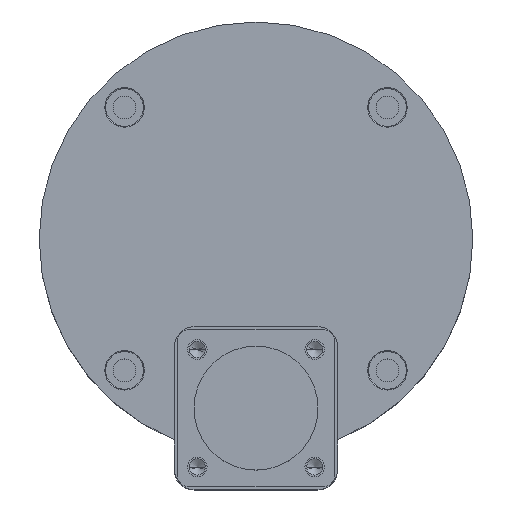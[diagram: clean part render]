
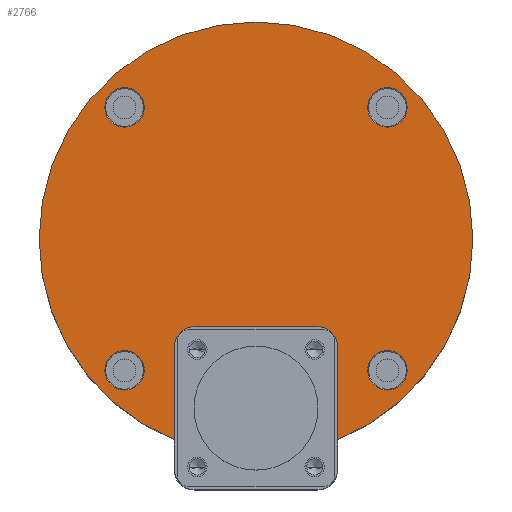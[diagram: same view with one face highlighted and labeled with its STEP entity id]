
A CAD part, top view. The second image highlights one B-rep face of the part: STEP entity #2766.
In plain terms, the highlighted planar face has unit normal (0, 0, 1).
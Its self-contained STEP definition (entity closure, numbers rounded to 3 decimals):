
#10 = ORIENTED_EDGE ( 'NONE', *, *, #7193, .F. ) ;
#32 = CARTESIAN_POINT ( 'NONE',  ( 20.153, 20.153, 9.5 ) ) ;
#98 = VERTEX_POINT ( 'NONE', #6792 ) ;
#134 = VERTEX_POINT ( 'NONE', #6994 ) ;
#137 = CARTESIAN_POINT ( 'NONE',  ( 9.5, -16.5, 9.5 ) ) ;
#144 = DIRECTION ( 'NONE',  ( 0., 0., 1. ) ) ;
#158 = DIRECTION ( 'NONE',  ( 0., 0., -1. ) ) ;
#167 = EDGE_CURVE ( 'NONE', #1357, #4709, #1820, .T. ) ;
#188 = LINE ( 'NONE', #1499, #7081 ) ;
#281 = VERTEX_POINT ( 'NONE', #4798 ) ;
#301 = ORIENTED_EDGE ( 'NONE', *, *, #3454, .F. ) ;
#381 = CARTESIAN_POINT ( 'NONE',  ( -12.5, -16.5, 9.5 ) ) ;
#398 = DIRECTION ( 'NONE',  ( 0., 0., 1. ) ) ;
#557 = VERTEX_POINT ( 'NONE', #7045 ) ;
#633 = VERTEX_POINT ( 'NONE', #3628 ) ;
#815 = CARTESIAN_POINT ( 'NONE',  ( 20.153, -20.153, 9.5 ) ) ;
#923 = EDGE_CURVE ( 'NONE', #2735, #5410, #7356, .T. ) ;
#931 = LINE ( 'NONE', #2868, #5879 ) ;
#939 = CIRCLE ( 'NONE', #3782, 3.025 ) ;
#996 = CIRCLE ( 'NONE', #2842, 3.025 ) ;
#1015 = ORIENTED_EDGE ( 'NONE', *, *, #5393, .T. ) ;
#1226 = CARTESIAN_POINT ( 'NONE',  ( -17.128, -20.153, 9.5 ) ) ;
#1242 = FACE_BOUND ( 'NONE', #3191, .T. ) ;
#1301 = DIRECTION ( 'NONE',  ( 0., 0., 1. ) ) ;
#1326 = ORIENTED_EDGE ( 'NONE', *, *, #2364, .F. ) ;
#1332 = VERTEX_POINT ( 'NONE', #1776 ) ;
#1357 = VERTEX_POINT ( 'NONE', #7078 ) ;
#1383 = ORIENTED_EDGE ( 'NONE', *, *, #4937, .F. ) ;
#1449 = DIRECTION ( 'NONE',  ( 0., 0., 1. ) ) ;
#1499 = CARTESIAN_POINT ( 'NONE',  ( -12.5, -13.5, 9.5 ) ) ;
#1516 = EDGE_CURVE ( 'NONE', #4709, #1357, #996, .T. ) ;
#1776 = CARTESIAN_POINT ( 'NONE',  ( 9.5, -13.5, 9.5 ) ) ;
#1801 = EDGE_CURVE ( 'NONE', #1332, #5044, #4140, .T. ) ;
#1820 = CIRCLE ( 'NONE', #6167, 3.025 ) ;
#1874 = DIRECTION ( 'NONE',  ( 1., 0., 0. ) ) ;
#1956 = DIRECTION ( 'NONE',  ( 1., 0., 0. ) ) ;
#2011 = ORIENTED_EDGE ( 'NONE', *, *, #923, .T. ) ;
#2037 = VECTOR ( 'NONE', #7352, 1000. ) ;
#2069 = CARTESIAN_POINT ( 'NONE',  ( 33.25, 0., 9.5 ) ) ;
#2098 = CARTESIAN_POINT ( 'NONE',  ( -20.153, -20.153, 9.5 ) ) ;
#2142 = CIRCLE ( 'NONE', #2318, 3. ) ;
#2228 = ORIENTED_EDGE ( 'NONE', *, *, #1801, .T. ) ;
#2254 = CARTESIAN_POINT ( 'NONE',  ( 20.153, -20.153, 9.5 ) ) ;
#2287 = CIRCLE ( 'NONE', #5748, 33.25 ) ;
#2318 = AXIS2_PLACEMENT_3D ( 'NONE', #5663, #5019, #3836 ) ;
#2364 = EDGE_CURVE ( 'NONE', #134, #98, #4289, .T. ) ;
#2541 = VERTEX_POINT ( 'NONE', #1226 ) ;
#2549 = CIRCLE ( 'NONE', #5500, 3.025 ) ;
#2647 = CARTESIAN_POINT ( 'NONE',  ( 23.178, -20.153, 9.5 ) ) ;
#2677 = PLANE ( 'NONE',  #6014 ) ;
#2691 = CIRCLE ( 'NONE', #3187, 3.025 ) ;
#2705 = VERTEX_POINT ( 'NONE', #3245 ) ;
#2710 = DIRECTION ( 'NONE',  ( 1., 0., 0. ) ) ;
#2735 = VERTEX_POINT ( 'NONE', #7396 ) ;
#2756 = ORIENTED_EDGE ( 'NONE', *, *, #5222, .F. ) ;
#2766 = ADVANCED_FACE ( 'NONE', ( #5826, #1242, #5372, #3130, #5923 ), #2677, .T. ) ;
#2767 = CARTESIAN_POINT ( 'NONE',  ( -33.25, 0., 9.5 ) ) ;
#2777 = EDGE_CURVE ( 'NONE', #5378, #633, #2142, .T. ) ;
#2822 = CARTESIAN_POINT ( 'NONE',  ( 12.5, -16.5, 9.5 ) ) ;
#2842 = AXIS2_PLACEMENT_3D ( 'NONE', #4816, #6679, #4301 ) ;
#2868 = CARTESIAN_POINT ( 'NONE',  ( -12.5, -13.5, 9.5 ) ) ;
#2913 = AXIS2_PLACEMENT_3D ( 'NONE', #6584, #1449, #5985 ) ;
#2946 = DIRECTION ( 'NONE',  ( 1., 0., 0. ) ) ;
#3130 = FACE_BOUND ( 'NONE', #5099, .T. ) ;
#3186 = DIRECTION ( 'NONE',  ( 0., 0., 1. ) ) ;
#3187 = AXIS2_PLACEMENT_3D ( 'NONE', #5951, #144, #1874 ) ;
#3191 = EDGE_LOOP ( 'NONE', ( #2756, #1383 ) ) ;
#3245 = CARTESIAN_POINT ( 'NONE',  ( 17.128, -20.153, 9.5 ) ) ;
#3285 = DIRECTION ( 'NONE',  ( 0., 0., 1. ) ) ;
#3364 = AXIS2_PLACEMENT_3D ( 'NONE', #3795, #3186, #3689 ) ;
#3454 = EDGE_CURVE ( 'NONE', #2541, #281, #2691, .T. ) ;
#3572 = LINE ( 'NONE', #5576, #2037 ) ;
#3628 = CARTESIAN_POINT ( 'NONE',  ( -9.5, -13.5, 9.5 ) ) ;
#3689 = DIRECTION ( 'NONE',  ( 1., 0., 0. ) ) ;
#3728 = AXIS2_PLACEMENT_3D ( 'NONE', #2254, #4594, #7503 ) ;
#3739 = AXIS2_PLACEMENT_3D ( 'NONE', #137, #158, #6527 ) ;
#3774 = EDGE_CURVE ( 'NONE', #5044, #2735, #3572, .T. ) ;
#3782 = AXIS2_PLACEMENT_3D ( 'NONE', #32, #4107, #1956 ) ;
#3795 = CARTESIAN_POINT ( 'NONE',  ( 0., 0., 9.5 ) ) ;
#3836 = DIRECTION ( 'NONE',  ( 1., 0., 0. ) ) ;
#4070 = ORIENTED_EDGE ( 'NONE', *, *, #2777, .T. ) ;
#4104 = EDGE_LOOP ( 'NONE', ( #6895, #1326 ) ) ;
#4107 = DIRECTION ( 'NONE',  ( 0., 0., 1. ) ) ;
#4140 = CIRCLE ( 'NONE', #3739, 3. ) ;
#4151 = ORIENTED_EDGE ( 'NONE', *, *, #167, .F. ) ;
#4157 = EDGE_LOOP ( 'NONE', ( #301, #4603 ) ) ;
#4289 = CIRCLE ( 'NONE', #2913, 3.025 ) ;
#4301 = DIRECTION ( 'NONE',  ( 1., 0., 0. ) ) ;
#4307 = DIRECTION ( 'NONE',  ( 0., 0., 1. ) ) ;
#4327 = ORIENTED_EDGE ( 'NONE', *, *, #5629, .F. ) ;
#4334 = CIRCLE ( 'NONE', #4791, 33.25 ) ;
#4347 = VERTEX_POINT ( 'NONE', #2767 ) ;
#4394 = CARTESIAN_POINT ( 'NONE',  ( -17.128, 20.153, 9.5 ) ) ;
#4414 = DIRECTION ( 'NONE',  ( 0., 0., 1. ) ) ;
#4594 = DIRECTION ( 'NONE',  ( 0., 0., 1. ) ) ;
#4603 = ORIENTED_EDGE ( 'NONE', *, *, #5348, .F. ) ;
#4638 = CIRCLE ( 'NONE', #7336, 3.025 ) ;
#4709 = VERTEX_POINT ( 'NONE', #4394 ) ;
#4760 = DIRECTION ( 'NONE',  ( 1., 0., 0. ) ) ;
#4791 = AXIS2_PLACEMENT_3D ( 'NONE', #7340, #3285, #2710 ) ;
#4798 = CARTESIAN_POINT ( 'NONE',  ( -23.178, -20.153, 9.5 ) ) ;
#4816 = CARTESIAN_POINT ( 'NONE',  ( -20.153, 20.153, 9.5 ) ) ;
#4919 = DIRECTION ( 'NONE',  ( 1., 0., 0. ) ) ;
#4937 = EDGE_CURVE ( 'NONE', #2705, #6360, #6277, .T. ) ;
#5004 = DIRECTION ( 'NONE',  ( 1., 0., 0. ) ) ;
#5019 = DIRECTION ( 'NONE',  ( 0., 0., -1. ) ) ;
#5044 = VERTEX_POINT ( 'NONE', #2822 ) ;
#5099 = EDGE_LOOP ( 'NONE', ( #5704, #4151 ) ) ;
#5222 = EDGE_CURVE ( 'NONE', #6360, #2705, #4638, .T. ) ;
#5348 = EDGE_CURVE ( 'NONE', #281, #2541, #2549, .T. ) ;
#5349 = CARTESIAN_POINT ( 'NONE',  ( -20.153, 20.153, 9.5 ) ) ;
#5372 = FACE_BOUND ( 'NONE', #4157, .T. ) ;
#5378 = VERTEX_POINT ( 'NONE', #381 ) ;
#5393 = EDGE_CURVE ( 'NONE', #4347, #557, #2287, .T. ) ;
#5410 = VERTEX_POINT ( 'NONE', #2069 ) ;
#5415 = DIRECTION ( 'NONE',  ( 0., 0., 1. ) ) ;
#5458 = DIRECTION ( 'NONE',  ( 0., -1., 0. ) ) ;
#5500 = AXIS2_PLACEMENT_3D ( 'NONE', #2098, #4307, #4919 ) ;
#5576 = CARTESIAN_POINT ( 'NONE',  ( 12.5, -13.5, 9.5 ) ) ;
#5618 = DIRECTION ( 'NONE',  ( 1., 0., 0. ) ) ;
#5629 = EDGE_CURVE ( 'NONE', #1332, #633, #931, .T. ) ;
#5663 = CARTESIAN_POINT ( 'NONE',  ( -9.5, -16.5, 9.5 ) ) ;
#5704 = ORIENTED_EDGE ( 'NONE', *, *, #1516, .F. ) ;
#5748 = AXIS2_PLACEMENT_3D ( 'NONE', #7318, #4414, #5004 ) ;
#5826 = FACE_BOUND ( 'NONE', #4104, .T. ) ;
#5854 = EDGE_CURVE ( 'NONE', #5410, #4347, #4334, .T. ) ;
#5879 = VECTOR ( 'NONE', #6918, 1000. ) ;
#5923 = FACE_OUTER_BOUND ( 'NONE', #7056, .T. ) ;
#5951 = CARTESIAN_POINT ( 'NONE',  ( -20.153, -20.153, 9.5 ) ) ;
#5985 = DIRECTION ( 'NONE',  ( 1., 0., 0. ) ) ;
#6014 = AXIS2_PLACEMENT_3D ( 'NONE', #7369, #398, #5618 ) ;
#6167 = AXIS2_PLACEMENT_3D ( 'NONE', #5349, #1301, #2946 ) ;
#6277 = CIRCLE ( 'NONE', #3728, 3.025 ) ;
#6360 = VERTEX_POINT ( 'NONE', #2647 ) ;
#6464 = ORIENTED_EDGE ( 'NONE', *, *, #5854, .T. ) ;
#6483 = ORIENTED_EDGE ( 'NONE', *, *, #3774, .T. ) ;
#6527 = DIRECTION ( 'NONE',  ( 1., 0., 0. ) ) ;
#6584 = CARTESIAN_POINT ( 'NONE',  ( 20.153, 20.153, 9.5 ) ) ;
#6679 = DIRECTION ( 'NONE',  ( 0., 0., 1. ) ) ;
#6792 = CARTESIAN_POINT ( 'NONE',  ( 23.178, 20.153, 9.5 ) ) ;
#6895 = ORIENTED_EDGE ( 'NONE', *, *, #7388, .F. ) ;
#6918 = DIRECTION ( 'NONE',  ( -1., 0., 0. ) ) ;
#6994 = CARTESIAN_POINT ( 'NONE',  ( 17.128, 20.153, 9.5 ) ) ;
#7045 = CARTESIAN_POINT ( 'NONE',  ( -12.5, -30.811, 9.5 ) ) ;
#7056 = EDGE_LOOP ( 'NONE', ( #2011, #6464, #1015, #10, #4070, #4327, #2228, #6483 ) ) ;
#7078 = CARTESIAN_POINT ( 'NONE',  ( -23.178, 20.153, 9.5 ) ) ;
#7081 = VECTOR ( 'NONE', #5458, 1000. ) ;
#7193 = EDGE_CURVE ( 'NONE', #5378, #557, #188, .T. ) ;
#7318 = CARTESIAN_POINT ( 'NONE',  ( 0., 0., 9.5 ) ) ;
#7336 = AXIS2_PLACEMENT_3D ( 'NONE', #815, #5415, #4760 ) ;
#7340 = CARTESIAN_POINT ( 'NONE',  ( 0., 0., 9.5 ) ) ;
#7352 = DIRECTION ( 'NONE',  ( 0., -1., 0. ) ) ;
#7356 = CIRCLE ( 'NONE', #3364, 33.25 ) ;
#7369 = CARTESIAN_POINT ( 'NONE',  ( 0., 0., 9.5 ) ) ;
#7388 = EDGE_CURVE ( 'NONE', #98, #134, #939, .T. ) ;
#7396 = CARTESIAN_POINT ( 'NONE',  ( 12.5, -30.811, 9.5 ) ) ;
#7503 = DIRECTION ( 'NONE',  ( 1., 0., 0. ) ) ;
